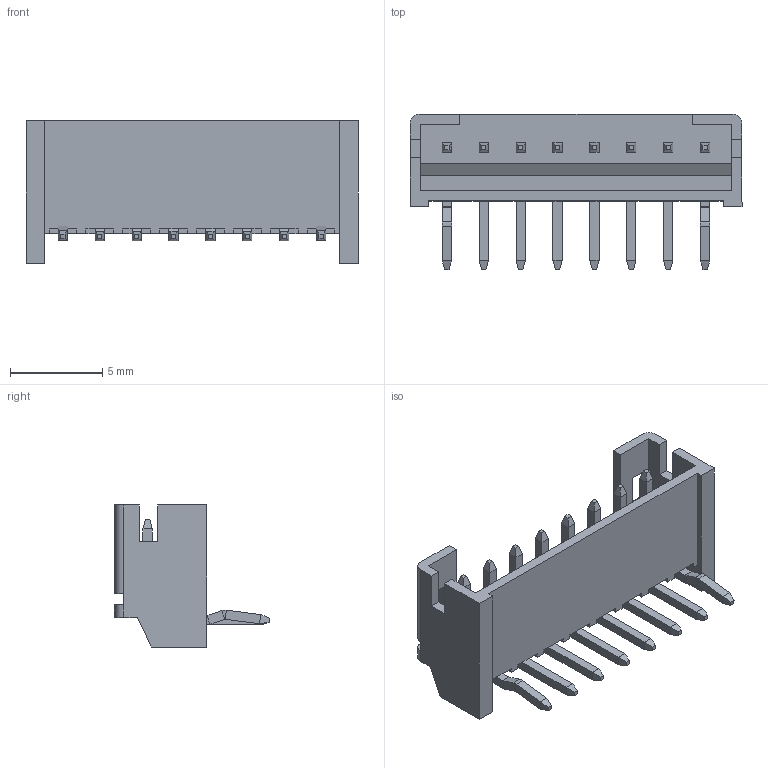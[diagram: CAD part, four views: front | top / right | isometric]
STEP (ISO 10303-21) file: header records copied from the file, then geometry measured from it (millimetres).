
FILE_DESCRIPTION (( 'STEP AP203' ), '1' );
FILE_NAME ('140-508-415-000.STEP', '2020-03-31T19:43:22', ( '' ), ( '' ), 'SwSTEP 2.0', 'SolidWorks 2016', '' );
FILE_SCHEMA (( 'CONFIG_CONTROL_DESIGN' ));
Length unit declared in the file: millimetre
Products named in the file (4): 140-508-415-000; RA Contact_Str; RA Contact_Kink; RA Housing_508
Assembly tree (9 placements, depth 2):
  140-508-415-000
    RA Housing_508
    RA Contact_Kink  x2
    RA Contact_Str  x6
Bounding box: 18 x 8.41 x 7.7 mm (x, y, z)
Volume: 219 mm3; surface area: 804 mm2
Topology: 9 solids, 9 shells, 319 faces, 745 edges, 442 vertices
Faces by surface type: plane 291, cylinder 28
Entity records: 5757 total; most frequent: CARTESIAN_POINT 914, ORIENTED_EDGE 898, DIRECTION 839, EDGE_CURVE 449, VECTOR 425, LINE 425, VERTEX_POINT 282, AXIS2_PLACEMENT_3D 207
